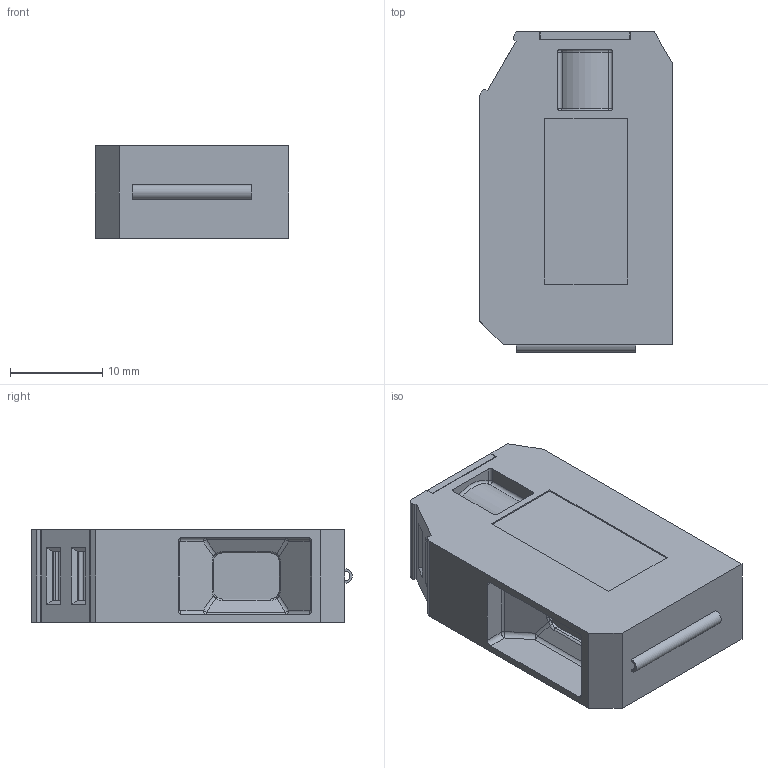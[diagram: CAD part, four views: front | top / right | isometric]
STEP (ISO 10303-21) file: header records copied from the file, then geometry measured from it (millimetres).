
FILE_DESCRIPTION(/* description */ (''),/* implementation_level */ '2;1');
FILE_NAME(/* name */ '1125_MAG_150_240.stp',/* time_stamp */ '2022-01-29T11:34:01+01:00',/* author */ (''),/* organization */ (''),/* preprocessor_version */ 'ST-DEVELOPER v16.7',/* originating_system */ 'SIEMENS PLM Software NX 12.0',/* authorisation */ '');
FILE_SCHEMA (('AUTOMOTIVE_DESIGN { 1 0 10303 214 3 1 1 1 }'));
Length unit declared in the file: millimetre
Products named in the file (1): 1125_MAG_150_240
Bounding box: 21 x 34.8 x 10 mm (x, y, z)
Volume: 5897.9 mm3; surface area: 3086 mm2
Topology: 1 solids, 1 shells, 186 faces, 482 edges, 286 vertices
Faces by surface type: plane 104, cylinder 48, sphere 16, bspline 12, torus 5, cone 1
Full cylindrical faces by diameter (mm): 6.3 x1
Entity records: 6005 total; most frequent: CARTESIAN_POINT 1567, ORIENTED_EDGE 922, DIRECTION 905, EDGE_CURVE 461, LINE 319, VECTOR 319, AXIS2_PLACEMENT_3D 293, VERTEX_POINT 285
